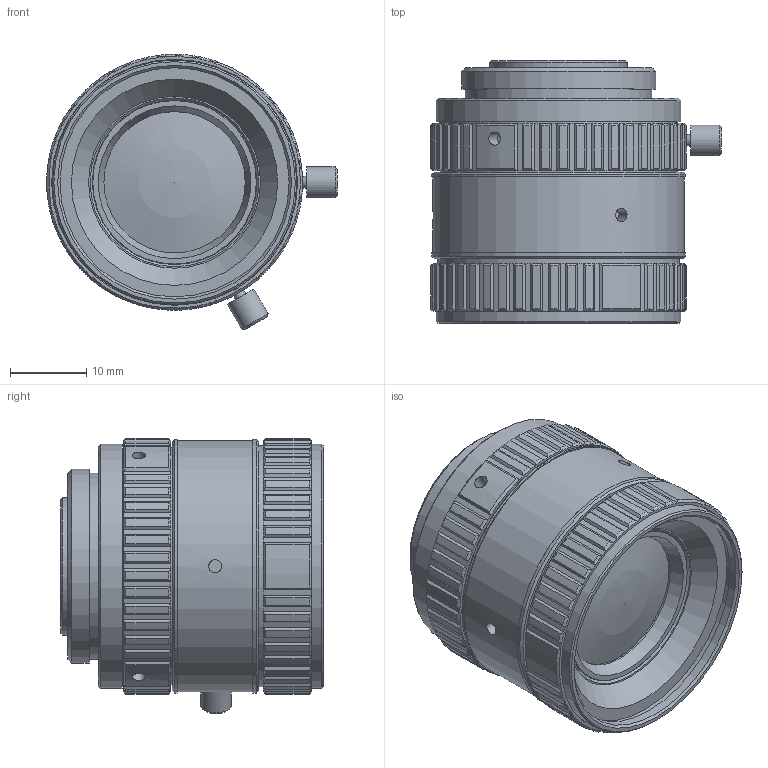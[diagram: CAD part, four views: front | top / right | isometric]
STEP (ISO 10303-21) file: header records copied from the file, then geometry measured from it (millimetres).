
FILE_DESCRIPTION(/* description */ ('Unknown'),/* implementation_level */ '2;1');
FILE_NAME(/* name */ 'M1614-MP2_Outline(L.Max）-01',/* time_stamp */ '2017-04-03T11:35:58+09:00',/* author */ ('Unknown'),/* organization */ ('Unknown'),/* preprocessor_version */ 'ST-DEVELOPER v16.7',/* originating_system */ 'DEX',/* authorisation */ $);
FILE_SCHEMA (('AUTOMOTIVE_DESIGN { 1 0 10303 214 3 1 1 }','AUTOMOTIVE_DESIGN {1 0 10303 214 3 1 1}'));
Length unit declared in the file: millimetre
Products named in the file (1): M1614-MP2_Outline(L.Max）-01
Bounding box: 38.04 x 34.38 x 36.05 mm (x, y, z)
Volume: 23137 mm3; surface area: 8042.8 mm2
Topology: 1 solids, 2 shells, 551 faces, 1229 edges, 714 vertices
Faces by surface type: plane 190, cylinder 185, cone 174, sphere 2
Full cylindrical faces by diameter (mm): 1.7 x4, 1.729 x4, 4 x2, 13.2 x1, 16 x1, 16.5 x1, 18 x1, 18.5 x1, 22.5 x1, 23 x1, 24.4 x1, 25.4 x1, 30 x1, 30.5 x2, 31 x1, 31.4 x2, 31.6 x1, 31.808 x1, 32 x2, 32.2 x1, 32.9 x1, 33.2 x2
Entity records: 18887 total; most frequent: CARTESIAN_POINT 3392, DIRECTION 2490, ORIENTED_EDGE 2316, EDGE_CURVE 1158, AXIS2_PLACEMENT_3D 1092, VERTEX_POINT 702, FACE_BOUND 642, EDGE_LOOP 640
